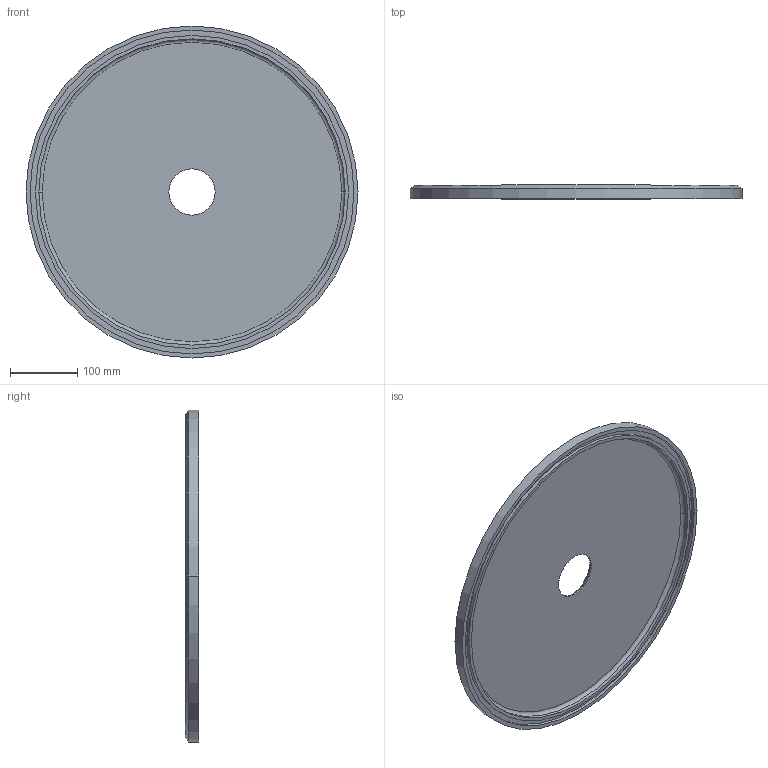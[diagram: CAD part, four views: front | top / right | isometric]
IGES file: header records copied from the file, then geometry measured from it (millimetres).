
Start section:  PTC IGES file: reactor_frame_cap2.igs
Global section: file name: reactor_frame_cap2.igs; native system: Creo Parametric by PTC Inc.; preprocessor: 2016260; author: Alex; organization: Unknown; date: 20170406.190100; units: millimetre
Bounding box: 492 x 20 x 492 mm (x, y, z)
Volume: 2059659.2 mm3; surface area: 425785.7 mm2
Topology: 1 solids, 1 shells, 21 faces, 42 edges, 26 vertices
Faces by surface type: revolution 16, bspline 5
